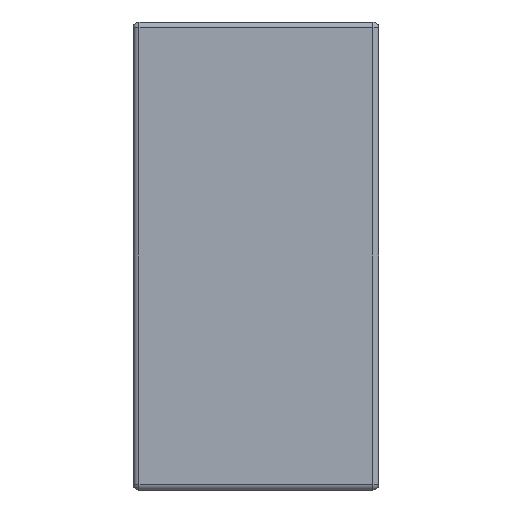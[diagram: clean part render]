
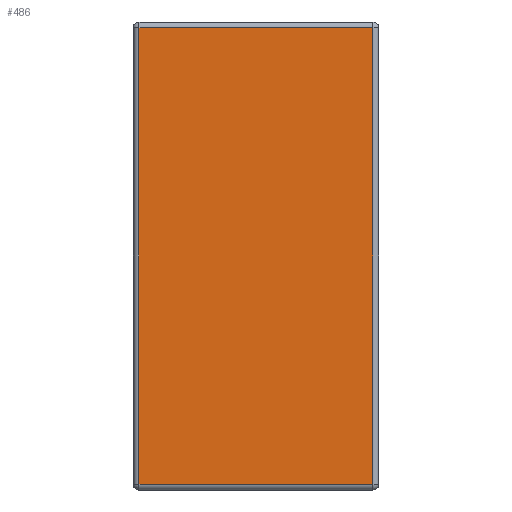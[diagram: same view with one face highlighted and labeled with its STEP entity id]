
A CAD part, left-side view. The second image highlights one B-rep face of the part: STEP entity #486.
In plain terms, the highlighted planar face has unit normal (-1, 0, 0).
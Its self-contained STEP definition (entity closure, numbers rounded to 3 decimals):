
#9 = ORIENTED_EDGE ( 'NONE', *, *, #660, .T. ) ;
#14 = EDGE_CURVE ( 'NONE', #1068, #82, #1617, .T. ) ;
#15 = DIRECTION ( 'NONE',  ( 0., 0., 1. ) ) ;
#82 = VERTEX_POINT ( 'NONE', #1204 ) ;
#126 = DIRECTION ( 'NONE',  ( 0., 0., -1. ) ) ;
#336 = LINE ( 'NONE', #401, #1503 ) ;
#401 = CARTESIAN_POINT ( 'NONE',  ( -4.5, 2.05, 0. ) ) ;
#437 = CARTESIAN_POINT ( 'NONE',  ( -4.5, 2.1, -0.05 ) ) ;
#486 = ADVANCED_FACE ( 'NONE', ( #625 ), #562, .T. ) ;
#494 = EDGE_CURVE ( 'NONE', #1579, #1015, #1798, .T. ) ;
#519 = EDGE_LOOP ( 'NONE', ( #579, #9, #1290, #683 ) ) ;
#562 = PLANE ( 'NONE',  #598 ) ;
#579 = ORIENTED_EDGE ( 'NONE', *, *, #14, .T. ) ;
#598 = AXIS2_PLACEMENT_3D ( 'NONE', #1031, #640, #15 ) ;
#625 = FACE_OUTER_BOUND ( 'NONE', #519, .T. ) ;
#640 = DIRECTION ( 'NONE',  ( -1., 0., 0. ) ) ;
#660 = EDGE_CURVE ( 'NONE', #82, #1579, #336, .T. ) ;
#683 = ORIENTED_EDGE ( 'NONE', *, *, #999, .T. ) ;
#839 = DIRECTION ( 'NONE',  ( 0., 0., 1. ) ) ;
#893 = DIRECTION ( 'NONE',  ( 0., 1., 0. ) ) ;
#999 = EDGE_CURVE ( 'NONE', #1015, #1068, #1904, .T. ) ;
#1002 = CARTESIAN_POINT ( 'NONE',  ( -4.5, 0.05, -3.95 ) ) ;
#1015 = VERTEX_POINT ( 'NONE', #1002 ) ;
#1031 = CARTESIAN_POINT ( 'NONE',  ( -4.5, 2.1, 0. ) ) ;
#1050 = DIRECTION ( 'NONE',  ( 0., -1., 0. ) ) ;
#1068 = VERTEX_POINT ( 'NONE', #1156 ) ;
#1107 = VECTOR ( 'NONE', #893, 1000. ) ;
#1156 = CARTESIAN_POINT ( 'NONE',  ( -4.5, 0.05, -0.05 ) ) ;
#1204 = CARTESIAN_POINT ( 'NONE',  ( -4.5, 2.05, -0.05 ) ) ;
#1290 = ORIENTED_EDGE ( 'NONE', *, *, #494, .T. ) ;
#1355 = VECTOR ( 'NONE', #839, 1000. ) ;
#1432 = CARTESIAN_POINT ( 'NONE',  ( -4.5, 0.05, 0. ) ) ;
#1503 = VECTOR ( 'NONE', #126, 1000. ) ;
#1579 = VERTEX_POINT ( 'NONE', #1875 ) ;
#1592 = VECTOR ( 'NONE', #1050, 1000. ) ;
#1617 = LINE ( 'NONE', #437, #1107 ) ;
#1769 = CARTESIAN_POINT ( 'NONE',  ( -4.5, 2.1, -3.95 ) ) ;
#1798 = LINE ( 'NONE', #1769, #1592 ) ;
#1875 = CARTESIAN_POINT ( 'NONE',  ( -4.5, 2.05, -3.95 ) ) ;
#1904 = LINE ( 'NONE', #1432, #1355 ) ;
